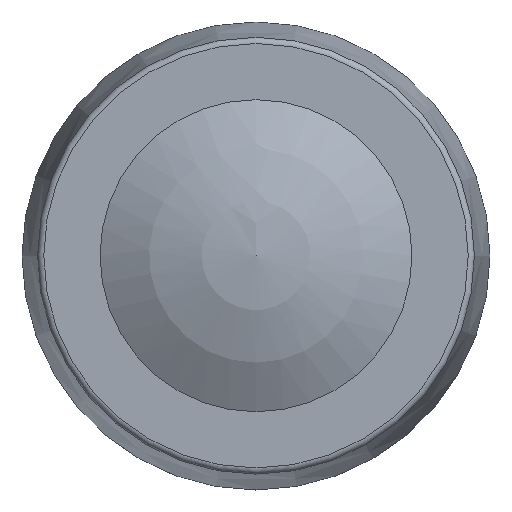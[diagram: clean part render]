
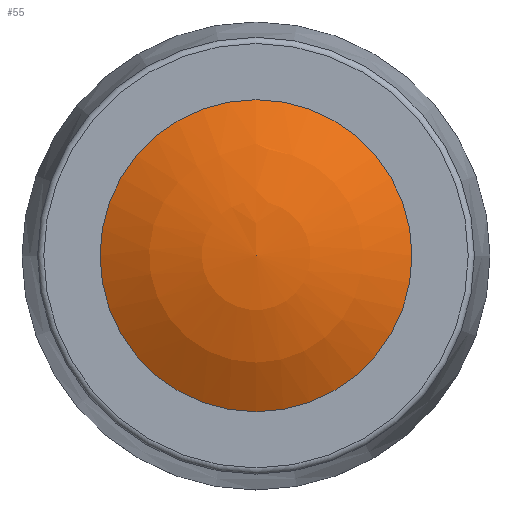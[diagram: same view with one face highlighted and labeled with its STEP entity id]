
A CAD part, top view. The second image highlights one B-rep face of the part: STEP entity #55.
In plain terms, the highlighted spherical face has radius 9.629 mm.
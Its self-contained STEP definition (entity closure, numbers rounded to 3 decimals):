
#55 = ADVANCED_FACE( '', ( #120 ), #121, .T. );
#120 = FACE_OUTER_BOUND( '', #194, .T. );
#121 = SPHERICAL_SURFACE( '', #195, 9.629 );
#194 = EDGE_LOOP( '', ( #276 ) );
#195 = AXIS2_PLACEMENT_3D( '', #277, #278, #279 );
#276 = ORIENTED_EDGE( '', *, *, #347, .T. );
#277 = CARTESIAN_POINT( '', ( 0., 0., 4.371 ) );
#278 = DIRECTION( '', ( 0., 0., 1. ) );
#279 = DIRECTION( '', ( 0., 1., 0. ) );
#347 = EDGE_CURVE( '', #388, #388, #389, .T. );
#388 = VERTEX_POINT( '', #437 );
#389 = CIRCLE( '', #438, 5. );
#437 = CARTESIAN_POINT( '', ( 5., 0., 12.6 ) );
#438 = AXIS2_PLACEMENT_3D( '', #488, #489, #490 );
#488 = CARTESIAN_POINT( '', ( 0., 0., 12.6 ) );
#489 = DIRECTION( '', ( 0., 0., 1. ) );
#490 = DIRECTION( '', ( 1., 0., 0. ) );
